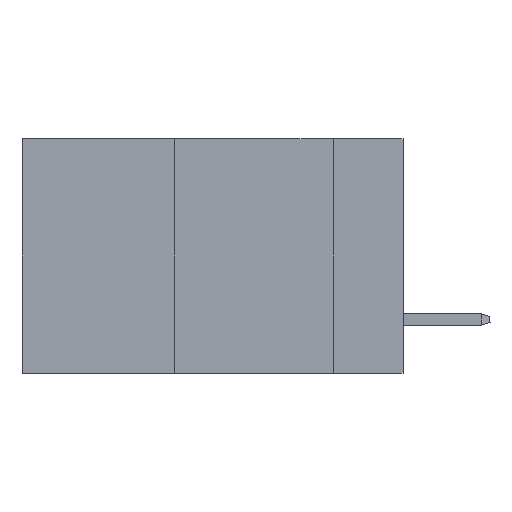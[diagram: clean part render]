
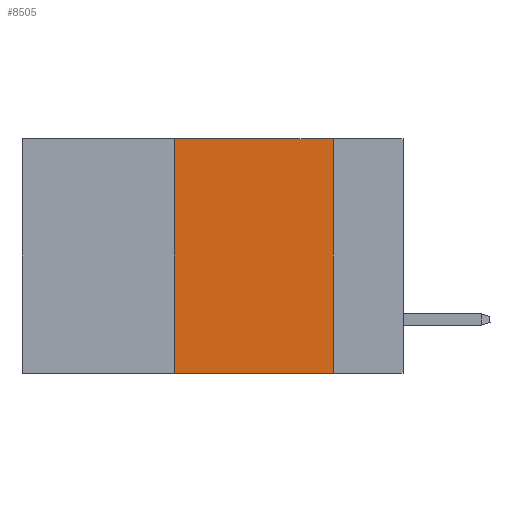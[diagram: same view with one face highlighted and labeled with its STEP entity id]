
A CAD part, left-side view. The second image highlights one B-rep face of the part: STEP entity #8505.
In plain terms, the highlighted planar face has unit normal (-1, 0, 0).
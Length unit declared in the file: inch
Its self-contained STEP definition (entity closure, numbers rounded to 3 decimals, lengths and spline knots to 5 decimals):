
#113 = ORIENTED_EDGE ( 'NONE', *, *, #13333, .F. ) ;
#1052 = LINE ( 'NONE', #20059, #12171 ) ;
#1472 = CARTESIAN_POINT ( 'NONE',  ( 0., 0.36, -0.37 ) ) ;
#1563 = DIRECTION ( 'NONE',  ( 1., 0., 0. ) ) ;
#1806 = FACE_OUTER_BOUND ( 'NONE', #16296, .T. ) ;
#2318 = ORIENTED_EDGE ( 'NONE', *, *, #12101, .F. ) ;
#2731 = VECTOR ( 'NONE', #12285, 39.37008 ) ;
#2916 = DIRECTION ( 'NONE',  ( 0., -1., 0. ) ) ;
#3766 = CARTESIAN_POINT ( 'NONE',  ( 0., 0.11, -0.37 ) ) ;
#8505 = ADVANCED_FACE ( 'NONE', ( #1806 ), #20921, .F. ) ;
#9087 = DIRECTION ( 'NONE',  ( 0., 0., -1. ) ) ;
#9248 = VERTEX_POINT ( 'NONE', #3766 ) ;
#10295 = LINE ( 'NONE', #10550, #2731 ) ;
#10550 = CARTESIAN_POINT ( 'NONE',  ( 0., 0.6, -0.37 ) ) ;
#11225 = ORIENTED_EDGE ( 'NONE', *, *, #21086, .F. ) ;
#11483 = DIRECTION ( 'NONE',  ( 0., 0., 1. ) ) ;
#12101 = EDGE_CURVE ( 'NONE', #12929, #17762, #22272, .T. ) ;
#12171 = VECTOR ( 'NONE', #2916, 39.37008 ) ;
#12285 = DIRECTION ( 'NONE',  ( 0., -1., 0. ) ) ;
#12929 = VERTEX_POINT ( 'NONE', #1472 ) ;
#13333 = EDGE_CURVE ( 'NONE', #14910, #9248, #14888, .T. ) ;
#14001 = CARTESIAN_POINT ( 'NONE',  ( 0., 0.11, 0. ) ) ;
#14067 = VECTOR ( 'NONE', #16746, 39.37008 ) ;
#14888 = LINE ( 'NONE', #24402, #14067 ) ;
#14910 = VERTEX_POINT ( 'NONE', #14001 ) ;
#14958 = CARTESIAN_POINT ( 'NONE',  ( 0., 0.36, 0. ) ) ;
#16175 = AXIS2_PLACEMENT_3D ( 'NONE', #24274, #1563, #9087 ) ;
#16296 = EDGE_LOOP ( 'NONE', ( #113, #11225, #2318, #16363 ) ) ;
#16363 = ORIENTED_EDGE ( 'NONE', *, *, #20026, .T. ) ;
#16746 = DIRECTION ( 'NONE',  ( 0., 0., -1. ) ) ;
#17762 = VERTEX_POINT ( 'NONE', #21006 ) ;
#20026 = EDGE_CURVE ( 'NONE', #12929, #9248, #10295, .T. ) ;
#20059 = CARTESIAN_POINT ( 'NONE',  ( 0., 0.6, 0. ) ) ;
#20798 = VECTOR ( 'NONE', #11483, 39.37008 ) ;
#20921 = PLANE ( 'NONE',  #16175 ) ;
#21006 = CARTESIAN_POINT ( 'NONE',  ( 0., 0.36, 0. ) ) ;
#21086 = EDGE_CURVE ( 'NONE', #17762, #14910, #1052, .T. ) ;
#22272 = LINE ( 'NONE', #14958, #20798 ) ;
#24274 = CARTESIAN_POINT ( 'NONE',  ( 0., 0.6, 0. ) ) ;
#24402 = CARTESIAN_POINT ( 'NONE',  ( 0., 0.11, 0. ) ) ;
